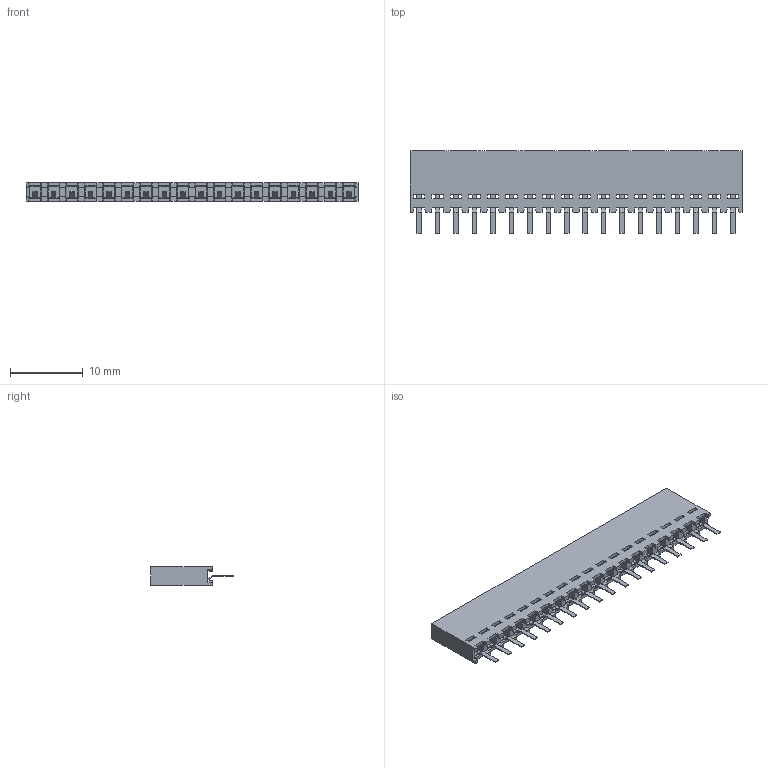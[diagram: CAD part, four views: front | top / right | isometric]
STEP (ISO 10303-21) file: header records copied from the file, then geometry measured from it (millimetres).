
FILE_DESCRIPTION((''),'2;1');
FILE_NAME('901471118','2014-04-10T',('me'),(''),'PRO/ENGINEER BY PARAMETRIC TECHNOLOGY CORPORATION, 2011490','PRO/ENGINEER BY PARAMETRIC TECHNOLOGY CORPORATION, 2011490','');
FILE_SCHEMA(('CONFIG_CONTROL_DESIGN'));
Length unit declared in the file: millimetre
Products named in the file (1): 901471118
Bounding box: 45.72 x 11.4 x 2.54 mm (x, y, z)
Volume: 788.5 mm3; surface area: 1489.8 mm2
Topology: 1 solids, 1 shells, 833 faces, 2520 edges, 1644 vertices
Faces by surface type: plane 833
Entity records: 27719 total; most frequent: ORIENTED_EDGE 4968, CARTESIAN_POINT 4962, DIRECTION 4224, VECTOR 2484, LINE 2484, EDGE_CURVE 2484, VERTEX_POINT 1608, EDGE_LOOP 896
